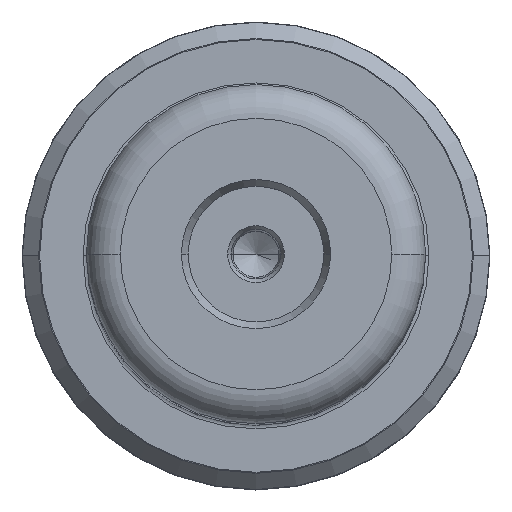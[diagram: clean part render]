
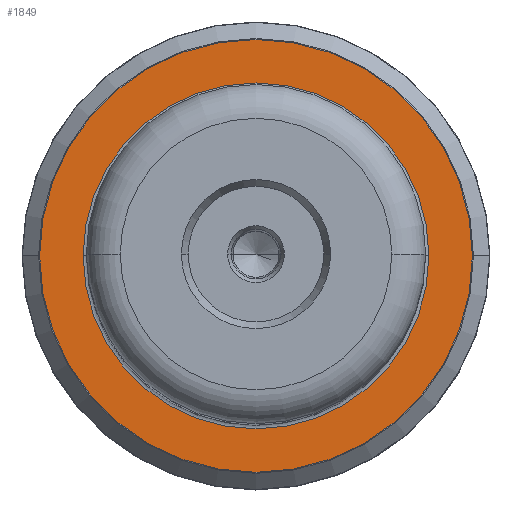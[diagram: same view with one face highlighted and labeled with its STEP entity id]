
A CAD part, top view. The second image highlights one B-rep face of the part: STEP entity #1849.
In plain terms, the highlighted planar face has unit normal (0, 0, 1).
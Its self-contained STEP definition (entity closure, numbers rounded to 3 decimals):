
#174 = DIRECTION ( 'NONE',  ( 1., 0., 0. ) ) ;
#198 = AXIS2_PLACEMENT_3D ( 'NONE', #3871, #2588, #943 ) ;
#236 = EDGE_CURVE ( 'NONE', #2578, #1594, #2528, .T. ) ;
#260 = DIRECTION ( 'NONE',  ( -1., 0., 0. ) ) ;
#282 = CARTESIAN_POINT ( 'NONE',  ( 0., 0., 50. ) ) ;
#386 = ORIENTED_EDGE ( 'NONE', *, *, #2711, .T. ) ;
#814 = CARTESIAN_POINT ( 'NONE',  ( 0., 0., 50. ) ) ;
#891 = EDGE_CURVE ( 'NONE', #1594, #2578, #2061, .T. ) ;
#939 = AXIS2_PLACEMENT_3D ( 'NONE', #2351, #3649, #1728 ) ;
#943 = DIRECTION ( 'NONE',  ( 1., 0., 0. ) ) ;
#1080 = DIRECTION ( 'NONE',  ( 0., 0., 1. ) ) ;
#1197 = DIRECTION ( 'NONE',  ( 0., 0., 1. ) ) ;
#1373 = ORIENTED_EDGE ( 'NONE', *, *, #236, .T. ) ;
#1451 = PLANE ( 'NONE',  #4015 ) ;
#1594 = VERTEX_POINT ( 'NONE', #3077 ) ;
#1728 = DIRECTION ( 'NONE',  ( -1., 0., 0. ) ) ;
#1761 = AXIS2_PLACEMENT_3D ( 'NONE', #282, #2869, #260 ) ;
#1775 = FACE_OUTER_BOUND ( 'NONE', #2104, .T. ) ;
#1785 = CARTESIAN_POINT ( 'NONE',  ( -25.5, 0., 50. ) ) ;
#1835 = CARTESIAN_POINT ( 'NONE',  ( -31.917, 0., 50. ) ) ;
#1849 = ADVANCED_FACE ( 'NONE', ( #4075, #1775 ), #1451, .T. ) ;
#1910 = CIRCLE ( 'NONE', #1761, 25.5 ) ;
#2061 = CIRCLE ( 'NONE', #198, 31.917 ) ;
#2104 = EDGE_LOOP ( 'NONE', ( #2112, #1373 ) ) ;
#2112 = ORIENTED_EDGE ( 'NONE', *, *, #891, .T. ) ;
#2351 = CARTESIAN_POINT ( 'NONE',  ( 0., 0., 50. ) ) ;
#2528 = CIRCLE ( 'NONE', #3067, 31.917 ) ;
#2571 = ORIENTED_EDGE ( 'NONE', *, *, #2610, .T. ) ;
#2578 = VERTEX_POINT ( 'NONE', #1835 ) ;
#2588 = DIRECTION ( 'NONE',  ( 0., 0., 1. ) ) ;
#2610 = EDGE_CURVE ( 'NONE', #3081, #4036, #3344, .T. ) ;
#2711 = EDGE_CURVE ( 'NONE', #4036, #3081, #1910, .T. ) ;
#2869 = DIRECTION ( 'NONE',  ( 0., 0., -1. ) ) ;
#3067 = AXIS2_PLACEMENT_3D ( 'NONE', #4222, #1197, #4199 ) ;
#3077 = CARTESIAN_POINT ( 'NONE',  ( 31.917, 0., 50. ) ) ;
#3081 = VERTEX_POINT ( 'NONE', #3769 ) ;
#3344 = CIRCLE ( 'NONE', #939, 25.5 ) ;
#3649 = DIRECTION ( 'NONE',  ( 0., 0., -1. ) ) ;
#3769 = CARTESIAN_POINT ( 'NONE',  ( 25.5, 0., 50. ) ) ;
#3864 = EDGE_LOOP ( 'NONE', ( #386, #2571 ) ) ;
#3871 = CARTESIAN_POINT ( 'NONE',  ( 0., 0., 50. ) ) ;
#4015 = AXIS2_PLACEMENT_3D ( 'NONE', #814, #1080, #174 ) ;
#4036 = VERTEX_POINT ( 'NONE', #1785 ) ;
#4075 = FACE_BOUND ( 'NONE', #3864, .T. ) ;
#4199 = DIRECTION ( 'NONE',  ( 1., 0., 0. ) ) ;
#4222 = CARTESIAN_POINT ( 'NONE',  ( 0., 0., 50. ) ) ;
